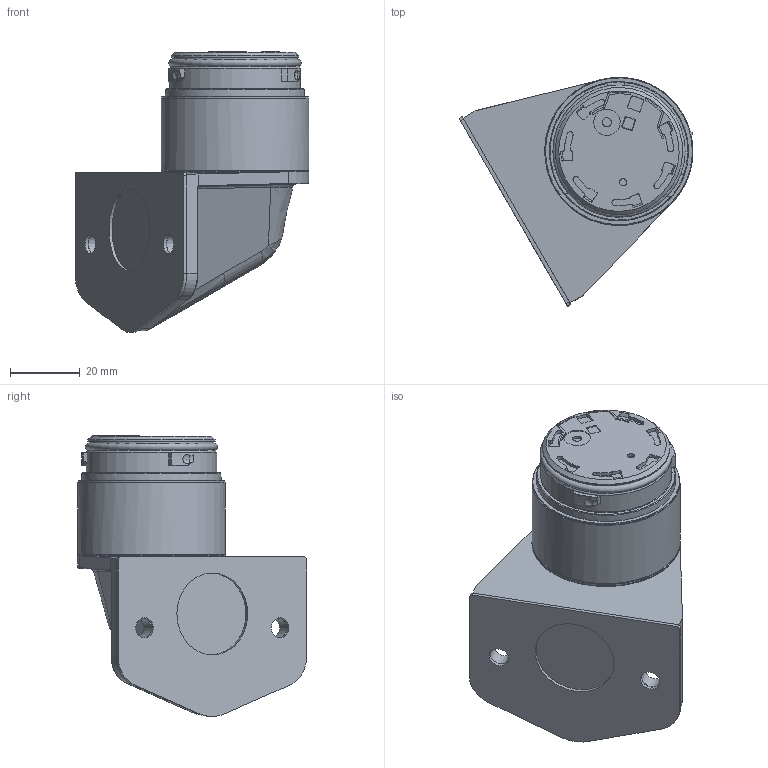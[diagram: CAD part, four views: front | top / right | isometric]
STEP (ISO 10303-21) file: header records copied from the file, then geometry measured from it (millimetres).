
FILE_DESCRIPTION(/* description */ (''),/* implementation_level */ '2;1');
FILE_NAME(/* name */ 'ZMV.stp',/* time_stamp */ '2015-01-07T11:42:01+01:00',/* author */ (''),/* organization */ (''),/* preprocessor_version */ 'ST-DEVELOPER v11',/* originating_system */ 'SIEMENS PLM Software NX 7.5',/* authorisation */ '');
FILE_SCHEMA (('AUTOMOTIVE_DESIGN { 1 0 10303 214 1 1 1 1 }'));
Length unit declared in the file: millimetre
Products named in the file (1): m.ne8629sucl
Bounding box: 67.18 x 65.8 x 80.72 mm (x, y, z)
Volume: 96870.1 mm3; surface area: 21411.4 mm2
Topology: 3 solids, 3 shells, 372 faces, 961 edges, 597 vertices
Faces by surface type: cylinder 107, plane 103, bspline 71, cone 57, torus 17, sphere 17
Full cylindrical faces by diameter (mm): 5.8 x2, 7.6 x1, 7.9 x2, 23.5 x1, 35.8 x1, 36.6 x1, 37.6 x1, 40 x1, 42.2 x1, 42.5 x2
Entity records: 13302 total; most frequent: CARTESIAN_POINT 4802, ORIENTED_EDGE 1798, DIRECTION 1703, EDGE_CURVE 899, AXIS2_PLACEMENT_3D 697, VERTEX_POINT 583, EDGE_LOOP 431, ADVANCED_FACE 372
